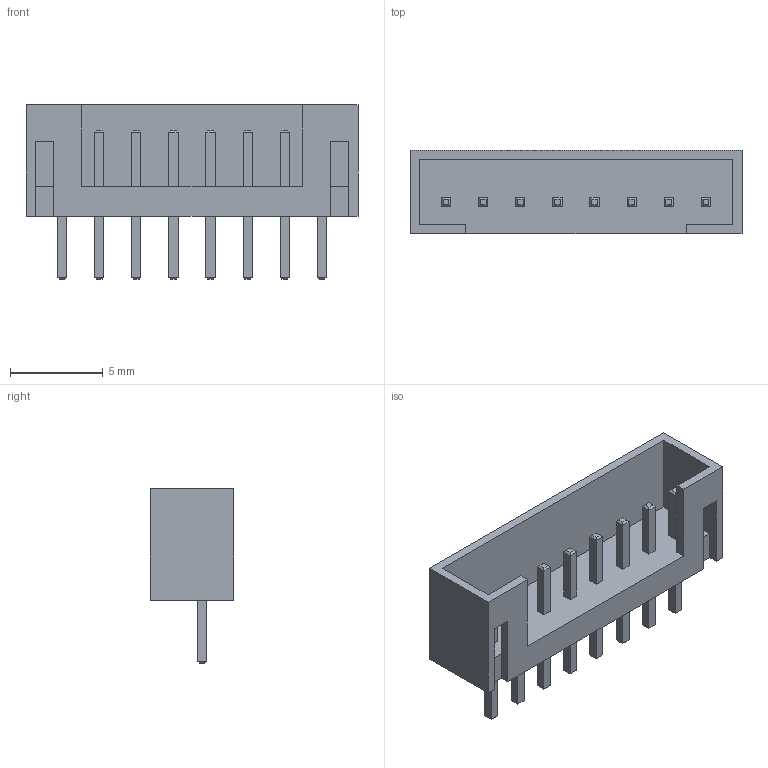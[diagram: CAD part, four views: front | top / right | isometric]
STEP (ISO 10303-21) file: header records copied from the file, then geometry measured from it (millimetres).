
FILE_DESCRIPTION( ( '' ), ' ' );
FILE_NAME( '5af13d75d7a6fe0fe331805a.step', '2018-05-08T06:02:30', ( '' ), ( '' ), ' ', ' ', ' ' );
FILE_SCHEMA( ( 'AUTOMOTIVE_DESIGN { 1 0 10303 214 1 1 1 1 }' ) );
Length unit declared in the file: metre
Products named in the file (9): Pin 8; Pin 7; Pin 6; Pin 5; Pin 4; Pin 3; Pin 2; Pin 1; JST Plug
Bounding box: 17.9 x 4.5 x 9.4 mm (x, y, z)
Volume: 205.5 mm3; surface area: 659 mm2
Topology: 9 solids, 9 shells, 164 faces, 384 edges, 234 vertices
Faces by surface type: plane 164
Entity records: 5948 total; most frequent: CARTESIAN_POINT 791, ORIENTED_EDGE 768, DIRECTION 730, EDGE_CURVE 384, LINE 384, VECTOR 384, VERTEX_POINT 234, EDGE_LOOP 180
